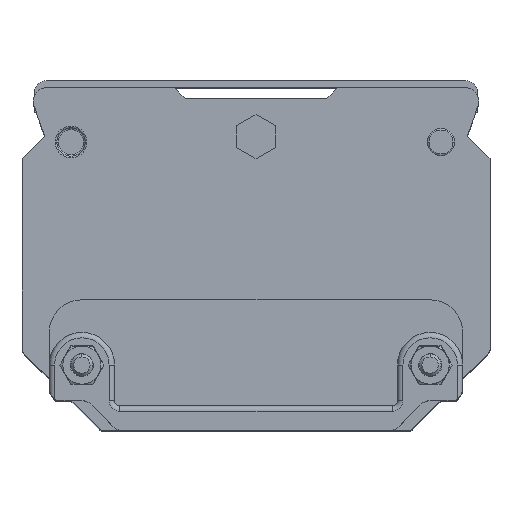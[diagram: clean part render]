
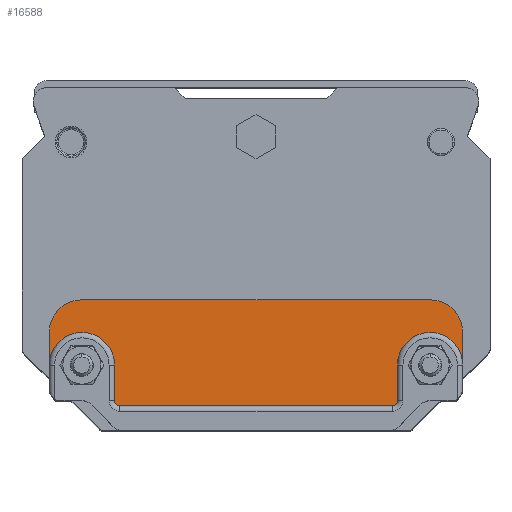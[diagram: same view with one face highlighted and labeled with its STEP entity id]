
A CAD part, top view. The second image highlights one B-rep face of the part: STEP entity #16588.
In plain terms, the highlighted planar face has unit normal (0, 0, 1).
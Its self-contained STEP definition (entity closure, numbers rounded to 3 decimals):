
#1969=CARTESIAN_POINT('',(75.,18.,47.5));
#1970=DIRECTION('',(0.,0.,1.));
#1971=DIRECTION('',(1.,0.,0.));
#1972=AXIS2_PLACEMENT_3D('',#1969,#1970,#1971);
#1986=DIRECTION('',(0.,1.,0.));
#1987=VECTOR('',#1986,6.);
#1988=CARTESIAN_POINT('',(81.,12.,47.5));
#1989=LINE('',#1988,#1987);
#2133=CARTESIAN_POINT('',(18.,5.5,47.5));
#2134=DIRECTION('',(0.,0.,1.));
#2135=DIRECTION('',(-1.,0.,0.));
#2136=AXIS2_PLACEMENT_3D('',#2133,#2134,#2135);
#2138=DIRECTION('',(0.,-1.,0.));
#2139=VECTOR('',#2138,6.5);
#2140=CARTESIAN_POINT('',(17.,12.,47.5));
#2141=LINE('',#2140,#2139);
#2142=CARTESIAN_POINT('',(11.,12.,47.5));
#2143=DIRECTION('',(0.,0.,-1.));
#2144=DIRECTION('',(-1.,0.,0.));
#2145=AXIS2_PLACEMENT_3D('',#2142,#2143,#2144);
#2147=CARTESIAN_POINT('',(75.,12.,47.5));
#2148=DIRECTION('',(0.,0.,-1.));
#2149=DIRECTION('',(-1.,0.,0.));
#2150=AXIS2_PLACEMENT_3D('',#2147,#2148,#2149);
#2152=DIRECTION('',(0.,1.,0.));
#2153=VECTOR('',#2152,6.5);
#2154=CARTESIAN_POINT('',(69.,5.5,47.5));
#2155=LINE('',#2154,#2153);
#2156=CARTESIAN_POINT('',(68.,5.5,47.5));
#2157=DIRECTION('',(0.,0.,1.));
#2158=DIRECTION('',(0.,-1.,0.));
#2159=AXIS2_PLACEMENT_3D('',#2156,#2157,#2158);
#2161=DIRECTION('',(1.,0.,0.));
#2162=VECTOR('',#2161,3.34);
#2163=CARTESIAN_POINT('',(64.66,4.5,47.5));
#2164=LINE('',#2163,#2162);
#2165=DIRECTION('',(1.,0.,0.));
#2166=VECTOR('',#2165,5.32);
#2167=CARTESIAN_POINT('',(59.34,4.5,47.5));
#2168=LINE('',#2167,#2166);
#2169=DIRECTION('',(1.,0.,0.));
#2170=VECTOR('',#2169,32.68);
#2171=CARTESIAN_POINT('',(26.66,4.5,47.5));
#2172=LINE('',#2171,#2170);
#2173=DIRECTION('',(1.,0.,0.));
#2174=VECTOR('',#2173,5.32);
#2175=CARTESIAN_POINT('',(21.34,4.5,47.5));
#2176=LINE('',#2175,#2174);
#2177=DIRECTION('',(1.,0.,0.));
#2178=VECTOR('',#2177,3.34);
#2179=CARTESIAN_POINT('',(18.,4.5,47.5));
#2180=LINE('',#2179,#2178);
#2829=DIRECTION('',(0.,-1.,0.));
#2830=VECTOR('',#2829,6.);
#2831=CARTESIAN_POINT('',(5.,18.,47.5));
#2832=LINE('',#2831,#2830);
#2845=CARTESIAN_POINT('',(11.,18.,47.5));
#2846=DIRECTION('',(0.,0.,1.));
#2847=DIRECTION('',(0.,1.,0.));
#2848=AXIS2_PLACEMENT_3D('',#2845,#2846,#2847);
#2854=DIRECTION('',(-1.,0.,0.));
#2855=VECTOR('',#2854,64.);
#2856=CARTESIAN_POINT('',(75.,24.,47.5));
#2857=LINE('',#2856,#2855);
#13127=CARTESIAN_POINT('',(81.,18.,47.5));
#13128=CARTESIAN_POINT('',(75.,24.,47.5));
#13129=VERTEX_POINT('',#13127);
#13130=VERTEX_POINT('',#13128);
#13131=CARTESIAN_POINT('',(11.,24.,47.5));
#13132=VERTEX_POINT('',#13131);
#13133=CARTESIAN_POINT('',(5.,18.,47.5));
#13134=VERTEX_POINT('',#13133);
#13135=CARTESIAN_POINT('',(5.,12.,47.5));
#13136=VERTEX_POINT('',#13135);
#13137=CARTESIAN_POINT('',(81.,12.,47.5));
#13138=VERTEX_POINT('',#13137);
#13139=CARTESIAN_POINT('',(69.,12.,47.5));
#13140=VERTEX_POINT('',#13139);
#13141=CARTESIAN_POINT('',(17.,12.,47.5));
#13142=VERTEX_POINT('',#13141);
#13175=CARTESIAN_POINT('',(21.34,4.5,47.5));
#13176=CARTESIAN_POINT('',(26.66,4.5,47.5));
#13177=VERTEX_POINT('',#13175);
#13178=VERTEX_POINT('',#13176);
#13179=CARTESIAN_POINT('',(59.34,4.5,47.5));
#13180=CARTESIAN_POINT('',(64.66,4.5,47.5));
#13181=VERTEX_POINT('',#13179);
#13182=VERTEX_POINT('',#13180);
#13206=CARTESIAN_POINT('',(17.,5.5,47.5));
#13207=CARTESIAN_POINT('',(18.,4.5,47.5));
#13208=VERTEX_POINT('',#13206);
#13209=VERTEX_POINT('',#13207);
#13233=CARTESIAN_POINT('',(68.,4.5,47.5));
#13234=CARTESIAN_POINT('',(69.,5.5,47.5));
#13235=VERTEX_POINT('',#13233);
#13236=VERTEX_POINT('',#13234);
#16557=CARTESIAN_POINT('',(75.,24.,47.5));
#16558=DIRECTION('',(0.,0.,1.));
#16559=DIRECTION('',(1.,0.,0.));
#16560=AXIS2_PLACEMENT_3D('',#16557,#16558,#16559);
#16561=PLANE('',#16560);
#16562=ORIENTED_EDGE('',*,*,#16547,.F.);
#16564=ORIENTED_EDGE('',*,*,#16563,.F.);
#16566=ORIENTED_EDGE('',*,*,#16565,.F.);
#16568=ORIENTED_EDGE('',*,*,#16567,.F.);
#16570=ORIENTED_EDGE('',*,*,#16569,.F.);
#16572=ORIENTED_EDGE('',*,*,#16571,.F.);
#16573=ORIENTED_EDGE('',*,*,#16284,.F.);
#16574=ORIENTED_EDGE('',*,*,#16304,.F.);
#16576=ORIENTED_EDGE('',*,*,#16575,.F.);
#16578=ORIENTED_EDGE('',*,*,#16577,.F.);
#16580=ORIENTED_EDGE('',*,*,#16579,.F.);
#16581=ORIENTED_EDGE('',*,*,#16533,.F.);
#16582=ORIENTED_EDGE('',*,*,#15686,.F.);
#16583=ORIENTED_EDGE('',*,*,#16525,.F.);
#16584=ORIENTED_EDGE('',*,*,#15669,.F.);
#16585=ORIENTED_EDGE('',*,*,#16518,.F.);
#16586=EDGE_LOOP('',(#16562,#16564,#16566,#16568,#16570,#16572,#16573,#16574,
#16576,#16578,#16580,#16581,#16582,#16583,#16584,#16585));
#16587=FACE_OUTER_BOUND('',#16586,.F.);
#16588=ADVANCED_FACE('',(#16587),#16561,.T.);
#1973=CIRCLE('',#1972,6.);
#2137=CIRCLE('',#2136,1.);
#2146=CIRCLE('',#2145,6.);
#2151=CIRCLE('',#2150,6.);
#2160=CIRCLE('',#2159,1.);
#2849=CIRCLE('',#2848,6.);
#15669=EDGE_CURVE('',#13177,#13178,#2176,.T.);
#15686=EDGE_CURVE('',#13181,#13182,#2168,.T.);
#16284=EDGE_CURVE('',#13129,#13130,#1973,.T.);
#16304=EDGE_CURVE('',#13138,#13129,#1989,.T.);
#16518=EDGE_CURVE('',#13209,#13177,#2180,.T.);
#16525=EDGE_CURVE('',#13178,#13181,#2172,.T.);
#16533=EDGE_CURVE('',#13182,#13235,#2164,.T.);
#16547=EDGE_CURVE('',#13208,#13209,#2137,.T.);
#16563=EDGE_CURVE('',#13142,#13208,#2141,.T.);
#16565=EDGE_CURVE('',#13136,#13142,#2146,.T.);
#16567=EDGE_CURVE('',#13134,#13136,#2832,.T.);
#16569=EDGE_CURVE('',#13132,#13134,#2849,.T.);
#16571=EDGE_CURVE('',#13130,#13132,#2857,.T.);
#16575=EDGE_CURVE('',#13140,#13138,#2151,.T.);
#16577=EDGE_CURVE('',#13236,#13140,#2155,.T.);
#16579=EDGE_CURVE('',#13235,#13236,#2160,.T.);
